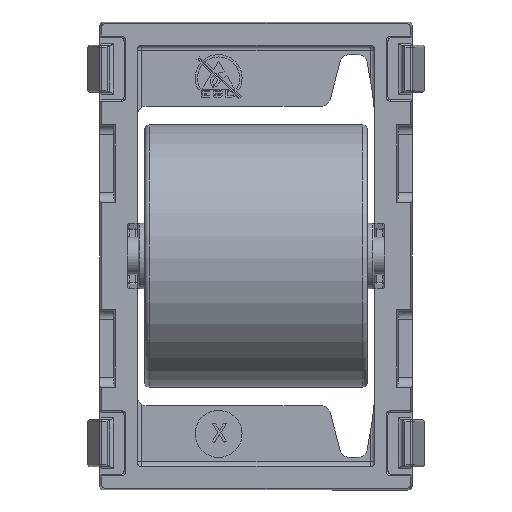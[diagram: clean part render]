
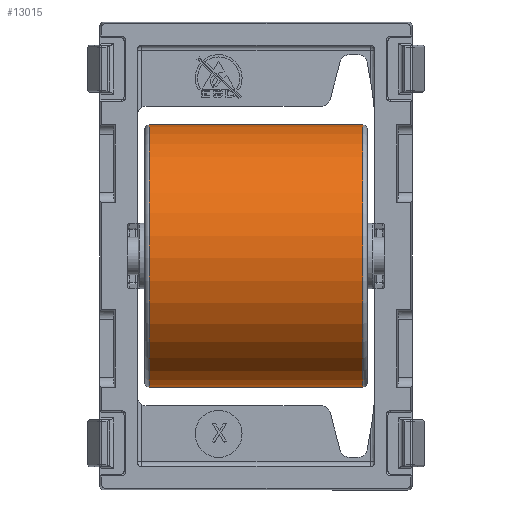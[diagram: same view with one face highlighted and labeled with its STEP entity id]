
A CAD part, front view. The second image highlights one B-rep face of the part: STEP entity #13015.
In plain terms, the highlighted cylindrical face has radius 14 mm (diameter 28 mm), a partial arc.
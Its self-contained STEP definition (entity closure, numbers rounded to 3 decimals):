
#290 = ORIENTED_EDGE ( 'NONE', *, *, #27706, .T. ) ;
#786 = CARTESIAN_POINT ( 'NONE',  ( -14., 0., 11.9 ) ) ;
#1760 = DIRECTION ( 'NONE',  ( 0., 0., 1. ) ) ;
#1814 = EDGE_LOOP ( 'NONE', ( #17936, #19514, #290, #6562 ) ) ;
#2339 = CYLINDRICAL_SURFACE ( 'NONE', #12284, 14. ) ;
#3637 = CARTESIAN_POINT ( 'NONE',  ( 0., 0., 11.9 ) ) ;
#5908 = DIRECTION ( 'NONE',  ( -1., 0., 0. ) ) ;
#6562 = ORIENTED_EDGE ( 'NONE', *, *, #19622, .F. ) ;
#7904 = DIRECTION ( 'NONE',  ( 0., 0., -1. ) ) ;
#7984 = LINE ( 'NONE', #8731, #26019 ) ;
#8445 = LINE ( 'NONE', #786, #15406 ) ;
#8731 = CARTESIAN_POINT ( 'NONE',  ( 14., 0., 11.9 ) ) ;
#10544 = EDGE_CURVE ( 'NONE', #17406, #25295, #7984, .T. ) ;
#11062 = CIRCLE ( 'NONE', #19520, 14. ) ;
#11108 = DIRECTION ( 'NONE',  ( 0., 0., -1. ) ) ;
#11558 = VERTEX_POINT ( 'NONE', #17740 ) ;
#12284 = AXIS2_PLACEMENT_3D ( 'NONE', #3637, #17734, #5908 ) ;
#12785 = VERTEX_POINT ( 'NONE', #18866 ) ;
#13015 = ADVANCED_FACE ( 'NONE', ( #27409 ), #2339, .T. ) ;
#15406 = VECTOR ( 'NONE', #17263, 1000. ) ;
#15837 = CARTESIAN_POINT ( 'NONE',  ( 0., 0., -11.4 ) ) ;
#16602 = CIRCLE ( 'NONE', #25623, 14. ) ;
#17263 = DIRECTION ( 'NONE',  ( 0., 0., -1. ) ) ;
#17406 = VERTEX_POINT ( 'NONE', #25561 ) ;
#17734 = DIRECTION ( 'NONE',  ( 0., 0., -1. ) ) ;
#17740 = CARTESIAN_POINT ( 'NONE',  ( -14., 0., -11.4 ) ) ;
#17936 = ORIENTED_EDGE ( 'NONE', *, *, #28749, .T. ) ;
#18216 = DIRECTION ( 'NONE',  ( 1., 0., 0. ) ) ;
#18866 = CARTESIAN_POINT ( 'NONE',  ( -14., 0., 11.4 ) ) ;
#19514 = ORIENTED_EDGE ( 'NONE', *, *, #10544, .T. ) ;
#19520 = AXIS2_PLACEMENT_3D ( 'NONE', #21984, #7904, #24339 ) ;
#19622 = EDGE_CURVE ( 'NONE', #12785, #11558, #8445, .T. ) ;
#21984 = CARTESIAN_POINT ( 'NONE',  ( 0., 0., 11.4 ) ) ;
#24339 = DIRECTION ( 'NONE',  ( 1., 0., 0. ) ) ;
#25295 = VERTEX_POINT ( 'NONE', #28625 ) ;
#25561 = CARTESIAN_POINT ( 'NONE',  ( 14., 0., 11.4 ) ) ;
#25623 = AXIS2_PLACEMENT_3D ( 'NONE', #15837, #1760, #18216 ) ;
#26019 = VECTOR ( 'NONE', #11108, 1000. ) ;
#27409 = FACE_OUTER_BOUND ( 'NONE', #1814, .T. ) ;
#27706 = EDGE_CURVE ( 'NONE', #25295, #11558, #16602, .T. ) ;
#28625 = CARTESIAN_POINT ( 'NONE',  ( 14., 0., -11.4 ) ) ;
#28749 = EDGE_CURVE ( 'NONE', #12785, #17406, #11062, .T. ) ;
